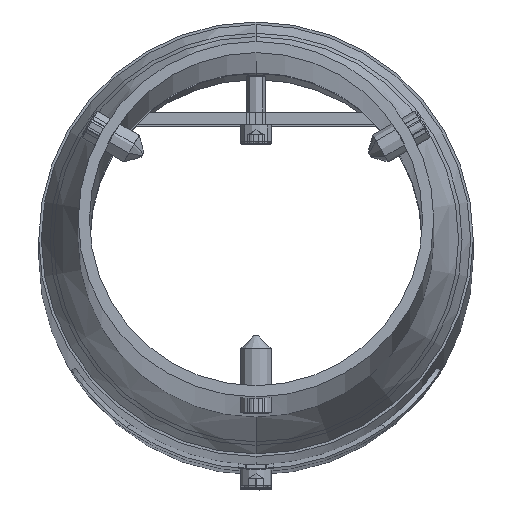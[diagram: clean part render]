
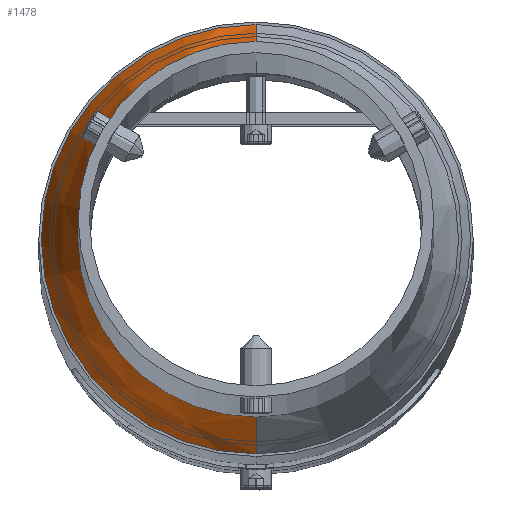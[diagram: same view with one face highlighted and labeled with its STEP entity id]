
A CAD part, top view. The second image highlights one B-rep face of the part: STEP entity #1478.
In plain terms, the highlighted conical face has half-angle 21.554 degrees and reference radius 57.15 mm.
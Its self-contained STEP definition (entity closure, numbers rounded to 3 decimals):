
#147 = CARTESIAN_POINT ( 'NONE',  ( 0., -15., 0. ) ) ;
#216 = CARTESIAN_POINT ( 'NONE',  ( 0., 15., 0. ) ) ;
#219 = LINE ( 'NONE', #1676, #4416 ) ;
#302 = CARTESIAN_POINT ( 'NONE',  ( 0., 15., 57.15 ) ) ;
#576 = VERTEX_POINT ( 'NONE', #5755 ) ;
#678 = ORIENTED_EDGE ( 'NONE', *, *, #4002, .T. ) ;
#890 = AXIS2_PLACEMENT_3D ( 'NONE', #147, #3989, #5286 ) ;
#1143 = AXIS2_PLACEMENT_3D ( 'NONE', #216, #2078, #2981 ) ;
#1428 = VERTEX_POINT ( 'NONE', #6032 ) ;
#1478 = ADVANCED_FACE ( 'NONE', ( #3480 ), #6026, .T. ) ;
#1676 = CARTESIAN_POINT ( 'NONE',  ( 0., 15., -57.15 ) ) ;
#2078 = DIRECTION ( 'NONE',  ( 0., -1., 0. ) ) ;
#2082 = EDGE_LOOP ( 'NONE', ( #4063, #678, #3646, #3641 ) ) ;
#2216 = CARTESIAN_POINT ( 'NONE',  ( 0., 15., 57.15 ) ) ;
#2981 = DIRECTION ( 'NONE',  ( 0., 0., -1. ) ) ;
#3166 = LINE ( 'NONE', #2216, #4496 ) ;
#3223 = CIRCLE ( 'NONE', #4594, 57.15 ) ;
#3421 = EDGE_CURVE ( 'NONE', #4863, #1428, #3166, .T. ) ;
#3452 = DIRECTION ( 'NONE',  ( 0., -0.93, -0.367 ) ) ;
#3480 = FACE_OUTER_BOUND ( 'NONE', #2082, .T. ) ;
#3515 = CIRCLE ( 'NONE', #890, 69. ) ;
#3641 = ORIENTED_EDGE ( 'NONE', *, *, #4238, .T. ) ;
#3646 = ORIENTED_EDGE ( 'NONE', *, *, #4838, .T. ) ;
#3889 = DIRECTION ( 'NONE',  ( 0., -1., 0. ) ) ;
#3989 = DIRECTION ( 'NONE',  ( 0., 1., 0. ) ) ;
#4002 = EDGE_CURVE ( 'NONE', #4863, #576, #3223, .T. ) ;
#4011 = CARTESIAN_POINT ( 'NONE',  ( 0., -15., -69. ) ) ;
#4063 = ORIENTED_EDGE ( 'NONE', *, *, #3421, .F. ) ;
#4238 = EDGE_CURVE ( 'NONE', #5718, #1428, #3515, .T. ) ;
#4416 = VECTOR ( 'NONE', #3452, 1000. ) ;
#4496 = VECTOR ( 'NONE', #5955, 1000. ) ;
#4594 = AXIS2_PLACEMENT_3D ( 'NONE', #4780, #3889, #5763 ) ;
#4780 = CARTESIAN_POINT ( 'NONE',  ( 0., 15., 0. ) ) ;
#4838 = EDGE_CURVE ( 'NONE', #576, #5718, #219, .T. ) ;
#4863 = VERTEX_POINT ( 'NONE', #302 ) ;
#5286 = DIRECTION ( 'NONE',  ( 0., 0., 1. ) ) ;
#5718 = VERTEX_POINT ( 'NONE', #4011 ) ;
#5755 = CARTESIAN_POINT ( 'NONE',  ( 0., 15., -57.15 ) ) ;
#5763 = DIRECTION ( 'NONE',  ( 0., 0., -1. ) ) ;
#5955 = DIRECTION ( 'NONE',  ( 0., -0.93, 0.367 ) ) ;
#6026 = CONICAL_SURFACE ( 'NONE', #1143, 57.15, 0.376 ) ;
#6032 = CARTESIAN_POINT ( 'NONE',  ( 0., -15., 69. ) ) ;
